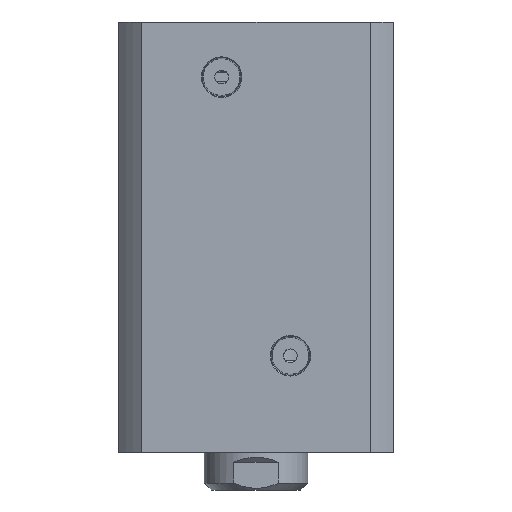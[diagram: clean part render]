
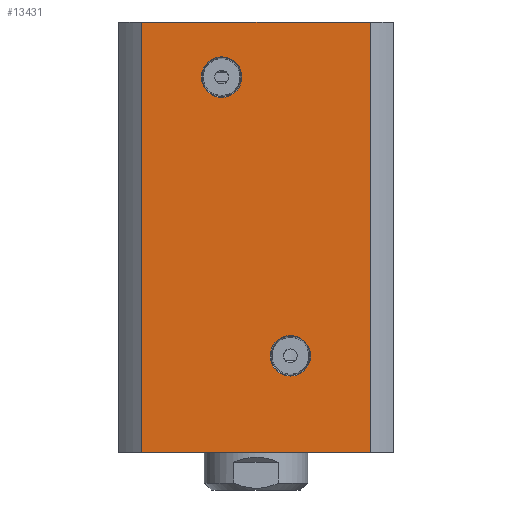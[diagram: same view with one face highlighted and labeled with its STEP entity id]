
A CAD part, left-side view. The second image highlights one B-rep face of the part: STEP entity #13431.
In plain terms, the highlighted planar face has unit normal (-1, 0, 0).
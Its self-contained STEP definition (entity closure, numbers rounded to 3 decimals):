
#114 = CARTESIAN_POINT ( 'NONE',  ( -40., -10., -34.5 ) ) ;
#190 = EDGE_CURVE ( 'NONE', #10139, #1594, #2470, .T. ) ;
#342 = CARTESIAN_POINT ( 'NONE',  ( -40., 33.226, 62.5 ) ) ;
#1437 = VERTEX_POINT ( 'NONE', #16019 ) ;
#1461 = CIRCLE ( 'NONE', #12531, 5.885 ) ;
#1594 = VERTEX_POINT ( 'NONE', #16387 ) ;
#2252 = DIRECTION ( 'NONE',  ( 0., 0., -1. ) ) ;
#2363 = VERTEX_POINT ( 'NONE', #14006 ) ;
#2470 = LINE ( 'NONE', #5369, #6527 ) ;
#2562 = FACE_BOUND ( 'NONE', #10638, .T. ) ;
#2895 = AXIS2_PLACEMENT_3D ( 'NONE', #16604, #12019, #6022 ) ;
#2948 = CARTESIAN_POINT ( 'NONE',  ( -40., -10., -40.385 ) ) ;
#3093 = CIRCLE ( 'NONE', #12592, 5.885 ) ;
#3500 = FACE_OUTER_BOUND ( 'NONE', #5110, .T. ) ;
#4011 = VERTEX_POINT ( 'NONE', #13038 ) ;
#4128 = DIRECTION ( 'NONE',  ( 0., -1., 0. ) ) ;
#4253 = DIRECTION ( 'NONE',  ( -1., 0., 0. ) ) ;
#4470 = CARTESIAN_POINT ( 'NONE',  ( -40., 33.226, 62.5 ) ) ;
#4545 = AXIS2_PLACEMENT_3D ( 'NONE', #14770, #4253, #5926 ) ;
#4813 = DIRECTION ( 'NONE',  ( 0., 0., -1. ) ) ;
#5110 = EDGE_LOOP ( 'NONE', ( #11046, #7770, #11593, #10700 ) ) ;
#5208 = LINE ( 'NONE', #12083, #16892 ) ;
#5294 = EDGE_CURVE ( 'NONE', #2363, #1594, #16105, .T. ) ;
#5369 = CARTESIAN_POINT ( 'NONE',  ( -40., -33.226, 62.5 ) ) ;
#5408 = AXIS2_PLACEMENT_3D ( 'NONE', #15553, #17159, #9455 ) ;
#5413 = VERTEX_POINT ( 'NONE', #4470 ) ;
#5926 = DIRECTION ( 'NONE',  ( 0., 0., 1. ) ) ;
#6022 = DIRECTION ( 'NONE',  ( 0., 0., 1. ) ) ;
#6274 = DIRECTION ( 'NONE',  ( 0., 0., 1. ) ) ;
#6527 = VECTOR ( 'NONE', #2252, 1000. ) ;
#6592 = VERTEX_POINT ( 'NONE', #6860 ) ;
#6622 = EDGE_LOOP ( 'NONE', ( #10378, #6800 ) ) ;
#6800 = ORIENTED_EDGE ( 'NONE', *, *, #14564, .F. ) ;
#6860 = CARTESIAN_POINT ( 'NONE',  ( -40., -10., -28.615 ) ) ;
#7770 = ORIENTED_EDGE ( 'NONE', *, *, #190, .F. ) ;
#7881 = EDGE_CURVE ( 'NONE', #10854, #6592, #3093, .T. ) ;
#8126 = ORIENTED_EDGE ( 'NONE', *, *, #13905, .F. ) ;
#9274 = DIRECTION ( 'NONE',  ( 0., 0., 1. ) ) ;
#9395 = DIRECTION ( 'NONE',  ( -1., 0., 0. ) ) ;
#9455 = DIRECTION ( 'NONE',  ( 0., 0., -1. ) ) ;
#10139 = VERTEX_POINT ( 'NONE', #19249 ) ;
#10378 = ORIENTED_EDGE ( 'NONE', *, *, #10831, .F. ) ;
#10638 = EDGE_LOOP ( 'NONE', ( #8126, #16849 ) ) ;
#10700 = ORIENTED_EDGE ( 'NONE', *, *, #15509, .T. ) ;
#10831 = EDGE_CURVE ( 'NONE', #4011, #1437, #1461, .T. ) ;
#10854 = VERTEX_POINT ( 'NONE', #2948 ) ;
#11046 = ORIENTED_EDGE ( 'NONE', *, *, #5294, .T. ) ;
#11117 = VECTOR ( 'NONE', #4813, 1000. ) ;
#11593 = ORIENTED_EDGE ( 'NONE', *, *, #12346, .F. ) ;
#11603 = LINE ( 'NONE', #342, #11117 ) ;
#12019 = DIRECTION ( 'NONE',  ( -1., 0., 0. ) ) ;
#12083 = CARTESIAN_POINT ( 'NONE',  ( -40., 33.226, 62.5 ) ) ;
#12346 = EDGE_CURVE ( 'NONE', #5413, #10139, #5208, .T. ) ;
#12457 = CARTESIAN_POINT ( 'NONE',  ( -40., 10., 46.5 ) ) ;
#12531 = AXIS2_PLACEMENT_3D ( 'NONE', #12457, #9395, #6274 ) ;
#12592 = AXIS2_PLACEMENT_3D ( 'NONE', #114, #16970, #9274 ) ;
#13038 = CARTESIAN_POINT ( 'NONE',  ( -40., 10., 52.385 ) ) ;
#13431 = ADVANCED_FACE ( 'NONE', ( #2562, #14008, #3500 ), #14166, .F. ) ;
#13728 = DIRECTION ( 'NONE',  ( 0., -1., 0. ) ) ;
#13883 = CARTESIAN_POINT ( 'NONE',  ( -40., 33.226, -62.5 ) ) ;
#13905 = EDGE_CURVE ( 'NONE', #6592, #10854, #13994, .T. ) ;
#13980 = CIRCLE ( 'NONE', #4545, 5.885 ) ;
#13994 = CIRCLE ( 'NONE', #2895, 5.885 ) ;
#14006 = CARTESIAN_POINT ( 'NONE',  ( -40., 33.226, -62.5 ) ) ;
#14008 = FACE_BOUND ( 'NONE', #6622, .T. ) ;
#14166 = PLANE ( 'NONE',  #5408 ) ;
#14564 = EDGE_CURVE ( 'NONE', #1437, #4011, #13980, .T. ) ;
#14770 = CARTESIAN_POINT ( 'NONE',  ( -40., 10., 46.5 ) ) ;
#15509 = EDGE_CURVE ( 'NONE', #5413, #2363, #11603, .T. ) ;
#15553 = CARTESIAN_POINT ( 'NONE',  ( -40., 33.226, 62.5 ) ) ;
#16019 = CARTESIAN_POINT ( 'NONE',  ( -40., 10., 40.615 ) ) ;
#16105 = LINE ( 'NONE', #13883, #16610 ) ;
#16387 = CARTESIAN_POINT ( 'NONE',  ( -40., -33.226, -62.5 ) ) ;
#16604 = CARTESIAN_POINT ( 'NONE',  ( -40., -10., -34.5 ) ) ;
#16610 = VECTOR ( 'NONE', #4128, 1000. ) ;
#16849 = ORIENTED_EDGE ( 'NONE', *, *, #7881, .F. ) ;
#16892 = VECTOR ( 'NONE', #13728, 1000. ) ;
#16970 = DIRECTION ( 'NONE',  ( -1., 0., 0. ) ) ;
#17159 = DIRECTION ( 'NONE',  ( 1., 0., 0. ) ) ;
#19249 = CARTESIAN_POINT ( 'NONE',  ( -40., -33.226, 62.5 ) ) ;
